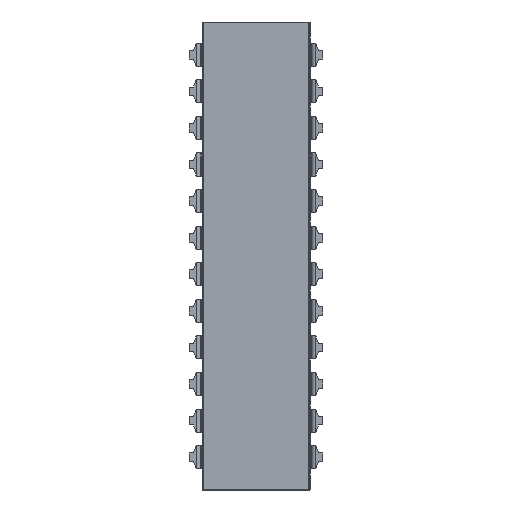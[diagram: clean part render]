
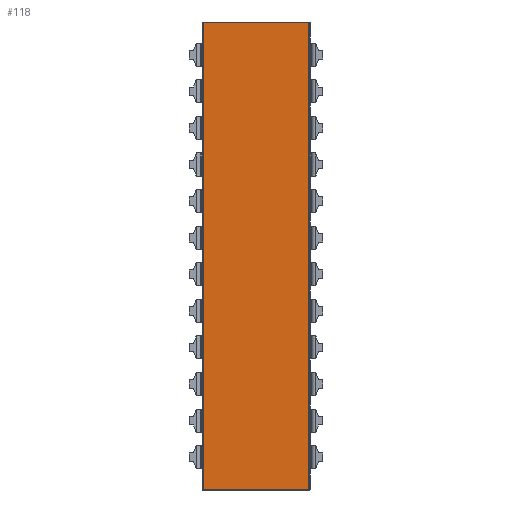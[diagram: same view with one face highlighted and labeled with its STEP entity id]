
A CAD part, front view. The second image highlights one B-rep face of the part: STEP entity #118.
In plain terms, the highlighted planar face has unit normal (0, -1, 0).
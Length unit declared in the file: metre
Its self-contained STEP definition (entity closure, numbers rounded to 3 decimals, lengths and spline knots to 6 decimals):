
#118 = ADVANCED_FACE( '', ( #1779 ), #1780, .F. );
#1779 = FACE_OUTER_BOUND( '', #5006, .T. );
#1780 = PLANE( '', #5007 );
#5006 = EDGE_LOOP( '', ( #8716, #8717, #8718, #8719 ) );
#5007 = AXIS2_PLACEMENT_3D( '', #8720, #8721, #8722 );
#8716 = ORIENTED_EDGE( '', *, *, #21966, .T. );
#8717 = ORIENTED_EDGE( '', *, *, #21967, .T. );
#8718 = ORIENTED_EDGE( '', *, *, #21968, .T. );
#8719 = ORIENTED_EDGE( '', *, *, #21969, .T. );
#8720 = CARTESIAN_POINT( '', ( 0., -0.00175, 0. ) );
#8721 = DIRECTION( '', ( 0., 1., 0. ) );
#8722 = DIRECTION( '', ( 1., 0., 0. ) );
#21966 = EDGE_CURVE( '', #26354, #26704, #26705, .T. );
#21967 = EDGE_CURVE( '', #26704, #26706, #26707, .T. );
#21968 = EDGE_CURVE( '', #26706, #26708, #26709, .T. );
#21969 = EDGE_CURVE( '', #26708, #26354, #26710, .T. );
#26354 = VERTEX_POINT( '', #33708 );
#26704 = VERTEX_POINT( '', #34214 );
#26705 = LINE( '', #34215, #34216 );
#26706 = VERTEX_POINT( '', #34217 );
#26707 = LINE( '', #34218, #34219 );
#26708 = VERTEX_POINT( '', #34220 );
#26709 = LINE( '', #34221, #34222 );
#26710 = LINE( '', #34223, #34224 );
#33708 = CARTESIAN_POINT( '', ( 0.003677, -0.00175, -0.032462 ) );
#34214 = CARTESIAN_POINT( '', ( 0.003677, -0.00175, -0.000025 ) );
#34215 = CARTESIAN_POINT( '', ( 0.003677, -0.00175, -0.032462 ) );
#34216 = VECTOR( '', #44652, 1. );
#34217 = CARTESIAN_POINT( '', ( -0.00367, -0.00175, -0.000025 ) );
#34218 = CARTESIAN_POINT( '', ( 0.003677, -0.00175, -0.000025 ) );
#34219 = VECTOR( '', #44653, 1. );
#34220 = CARTESIAN_POINT( '', ( -0.00367, -0.00175, -0.032462 ) );
#34221 = CARTESIAN_POINT( '', ( -0.00367, -0.00175, -0.000025 ) );
#34222 = VECTOR( '', #44654, 1. );
#34223 = CARTESIAN_POINT( '', ( -0.00367, -0.00175, -0.032462 ) );
#34224 = VECTOR( '', #44655, 1. );
#44652 = DIRECTION( '', ( 0., 0., 1. ) );
#44653 = DIRECTION( '', ( -1., 0., 0. ) );
#44654 = DIRECTION( '', ( 0., 0., -1. ) );
#44655 = DIRECTION( '', ( 1., 0., 0. ) );
